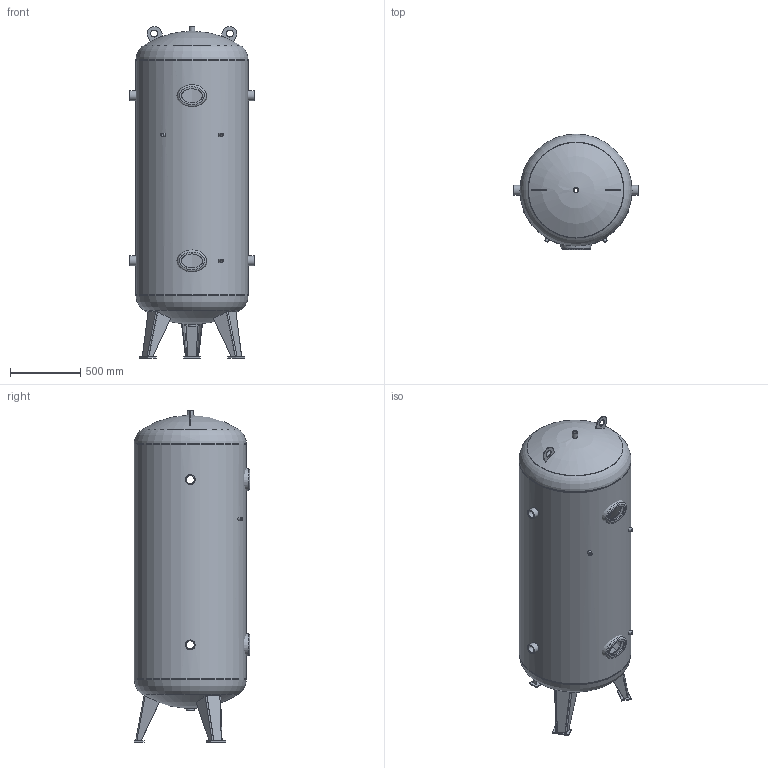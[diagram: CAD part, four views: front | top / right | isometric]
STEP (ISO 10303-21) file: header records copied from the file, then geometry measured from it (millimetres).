
FILE_DESCRIPTION(/* description */ (''),/* implementation_level */ '2;1');
FILE_NAME(/* name */ 'MB 030603-2.1000.stp',/* time_stamp */ '2022-12-07T09:07:59+01:00',/* author */ ('m.ebener'),/* organization */ (''),/* preprocessor_version */ 'ST-DEVELOPER v16.1',/* originating_system */ 'Autodesk Inventor 2016',/* authorisation */ '');
FILE_SCHEMA (('AUTOMOTIVE_DESIGN { 1 0 10303 214 3 1 1 }'));
Length unit declared in the file: millimetre
Products named in the file (13): Boden unten; Fußplatte; Fuß neu; Gesamtfuß; Standardmuffe - halbe Länge - G 1 1_2; Mantel; Handloch_100x150x8,5; Standardmuffe - G 1_2; Standardmuffe - G 2; Boden oben; Tragöse 100mm; Standardmuffe - G 1; MB 030603-2.1000
Assembly tree (20 placements, depth 3):
  MB 030603-2.1000
    Boden unten
    Gesamtfuß  x3
      Fußplatte
      Fuß neu
    Standardmuffe - halbe Länge - G 1 1_2
    Mantel
    Handloch_100x150x8,5  x2
    Standardmuffe - G 1_2  x3
    Standardmuffe - G 2  x4
    Boden oben
    Tragöse 100mm
    Standardmuffe - G 1
Bounding box: 888.9 x 825 x 2371.26 mm (x, y, z)
Volume: 30053883.6 mm3; surface area: 12067404.4 mm2
Topology: 22 solids, 22 shells, 156 faces, 351 edges, 235 vertices
Faces by surface type: plane 81, cylinder 54, bspline 10, sphere 7, torus 4
Full cylindrical faces by diameter (mm): 18.631 x3, 23 x3, 26.9 x6, 30.291 x1, 40 x2, 44.845 x1, 50 x2, 56.656 x4, 57 x2, 70 x8, 790 x3, 800 x3
Entity records: 4461 total; most frequent: CARTESIAN_POINT 2349, DIRECTION 407, ORIENTED_EDGE 298, AXIS2_PLACEMENT_3D 179, EDGE_LOOP 160, EDGE_CURVE 149, VERTEX_POINT 119, FACE_OUTER_BOUND 87
